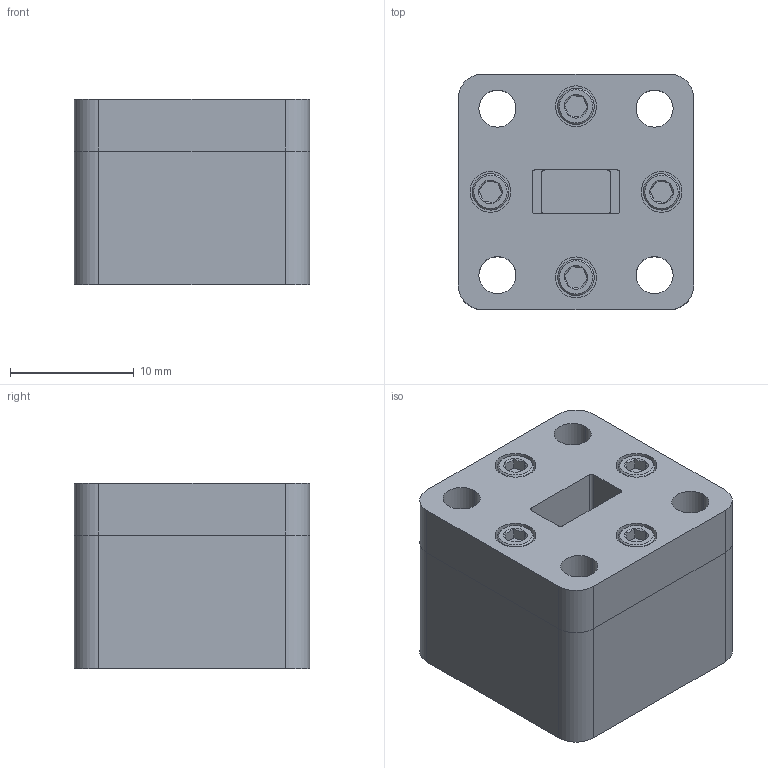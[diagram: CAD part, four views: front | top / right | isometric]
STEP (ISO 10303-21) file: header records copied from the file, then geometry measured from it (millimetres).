
FILE_DESCRIPTION (( 'STEP AP214' ), '1' );
FILE_NAME ('FMWGP1014_3D.step', '2025-05-30T22:22:56', ( '' ), ( '' ), 'SwSTEP 2.0', 'SolidWorks 2022', '' );
FILE_SCHEMA (( 'AUTOMOTIVE_DESIGN' ));
Length unit declared in the file: inch
Products named in the file (1): FMWGP1014_3D
Bounding box: 19.05 x 19.05 x 15 mm (x, y, z)
Volume: 4465.3 mm3; surface area: 2849 mm2
Topology: 1 solids, 1 shells, 154 faces, 344 edges, 208 vertices
Faces by surface type: plane 66, cylinder 52, cone 36
Entity records: 4356 total; most frequent: CARTESIAN_POINT 831, DIRECTION 762, ORIENTED_EDGE 688, EDGE_CURVE 344, AXIS2_PLACEMENT_3D 291, VERTEX_POINT 208, LINE 180, VECTOR 180
